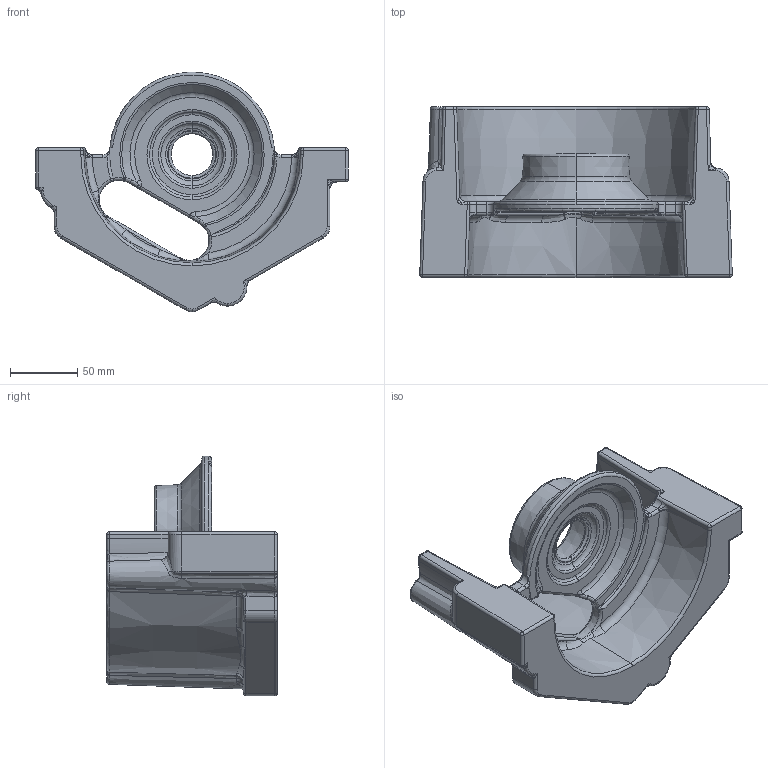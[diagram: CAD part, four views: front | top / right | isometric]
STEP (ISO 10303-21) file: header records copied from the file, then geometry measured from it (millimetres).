
FILE_DESCRIPTION (( 'STEP AP203' ), '1' );
FILE_NAME ('P027_v04 - fechamento_traseiro_motor - fundicao.STEP', '2025-01-28T20:57:32', ( '' ), ( '' ), 'SwSTEP 2.0', 'SolidWorks 2018', '' );
FILE_SCHEMA (( 'CONFIG_CONTROL_DESIGN' ));
Length unit declared in the file: millimetre
Products named in the file (1): P027_v04 - fechamento_traseiro_motor - fundicao
Bounding box: 232.18 x 126.88 x 177.97 mm (x, y, z)
Volume: 974751.7 mm3; surface area: 137600.7 mm2
Topology: 1 solids, 1 shells, 340 faces, 810 edges, 437 vertices
Faces by surface type: torus 93, bspline 87, cylinder 67, plane 41, sphere 26, cone 26
Entity records: 14911 total; most frequent: CARTESIAN_POINT 7744, ORIENTED_EDGE 1546, DIRECTION 1474, EDGE_CURVE 773, AXIS2_PLACEMENT_3D 659, VERTEX_POINT 437, CIRCLE 405, EDGE_LOOP 346
